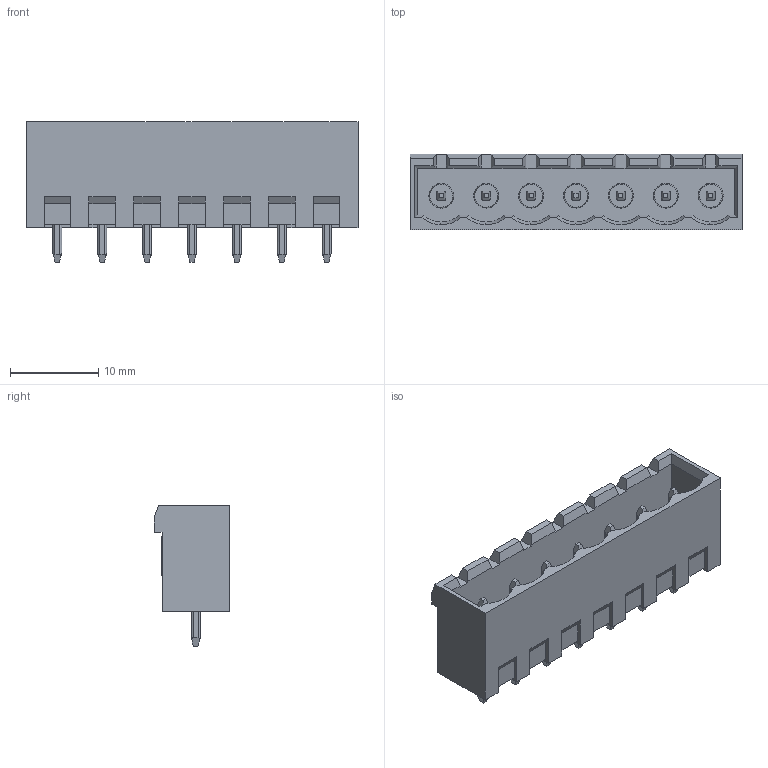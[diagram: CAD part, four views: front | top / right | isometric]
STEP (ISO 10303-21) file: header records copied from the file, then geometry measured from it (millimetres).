
FILE_DESCRIPTION(('STEP AP214'),'1');
FILE_NAME('cctmp_A014328B-E081-41B6-8BC7-471D22051FA8_2023_02_03_16_28_35_0179_11664..stp','2023-02-03T16:28:35',('PHOENIX CONTACT Deutschland GmbH'),('CADClick - www.CADClick.com'),'Spatial InterOp 3D',' ','unknown authorization');
FILE_SCHEMA(('AUTOMOTIVE_DESIGN'));
Length unit declared in the file: millimetre
Products named in the file (9): 2023_02_03_16_28_34_0803; 2023_02_03_16_28_35_0179; 2023_02_03_16_28_35_0163; 2023_02_03_16_28_35_0148; 2023_02_03_16_28_35_0132; 2023_02_03_16_28_35_0116; 2023_02_03_16_28_35_0101; 2023_02_03_16_28_35_0085; 2023_02_03_16_28_35_0054
Assembly tree (8 placements, depth 2):
  2023_02_03_16_28_34_0803
    2023_02_03_16_28_35_0179
    2023_02_03_16_28_35_0163
    2023_02_03_16_28_35_0148
    2023_02_03_16_28_35_0132
    2023_02_03_16_28_35_0116
    2023_02_03_16_28_35_0101
    2023_02_03_16_28_35_0085
    2023_02_03_16_28_35_0054
Bounding box: 37.56 x 8.57 x 15.9 mm (x, y, z)
Volume: 1795.4 mm3; surface area: 2969.7 mm2
Topology: 8 solids, 8 shells, 716 faces, 2026 edges, 1354 vertices
Faces by surface type: plane 517, cylinder 164, cone 28, sphere 7
Entity records: 47968 total; most frequent: CARTESIAN_POINT 8089, ORIENTED_EDGE 4052, STYLED_ITEM 3791, PRESENTATION_STYLE_ASSIGNMENT 3791, COLOUR_RGB 3791, DIRECTION 3587, EDGE_CURVE 2026, CURVE_STYLE 1922
